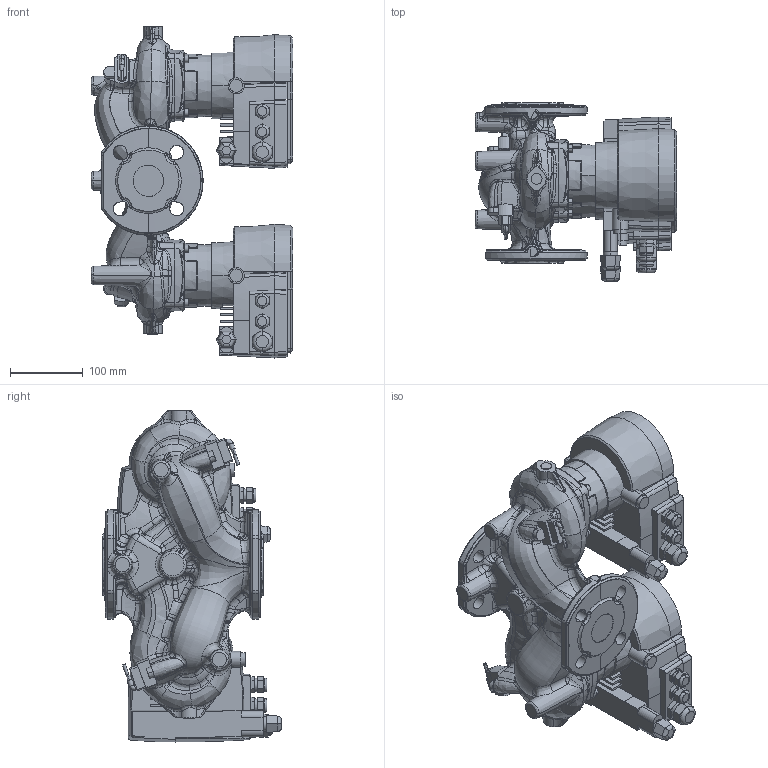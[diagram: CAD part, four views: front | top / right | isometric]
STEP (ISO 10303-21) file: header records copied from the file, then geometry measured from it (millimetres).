
FILE_DESCRIPTION (( 'STEP AP214' ), '1' );
FILE_NAME ('ModulA-D 40-6 220 961795_00.STEP', '2014-11-03T13:36:59', ( '' ), ( '' ), 'SwSTEP 2.0', 'SolidWorks 2011', '' );
FILE_SCHEMA (( 'AUTOMOTIVE_DESIGN' ));
Length unit declared in the file: millimetre
Products named in the file (1): ModulA-D 40-6 220 961795_00
Bounding box: 276.45 x 244.82 x 455.11 mm (x, y, z)
Volume: 8900688.8 mm3; surface area: 722155.8 mm2
Topology: 11 solids, 19 shells, 2305 faces, 5660 edges, 3359 vertices
Faces by surface type: bspline 1422, plane 453, cone 204, cylinder 190, torus 35, sphere 1
Entity records: 257898 total; most frequent: CARTESIAN_POINT 189682, ORIENTED_EDGE 11164, EDGE_CURVE 5582, DIRECTION 5189, VERTEX_POINT 3359, B_SPLINE_CURVE_WITH_KNOTS 3205, EDGE_LOOP 2369, UNCERTAINTY_MEASURE_WITH_UNIT 2318
